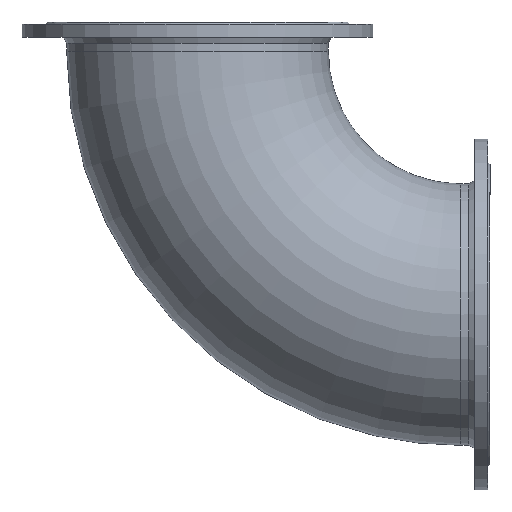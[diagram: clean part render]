
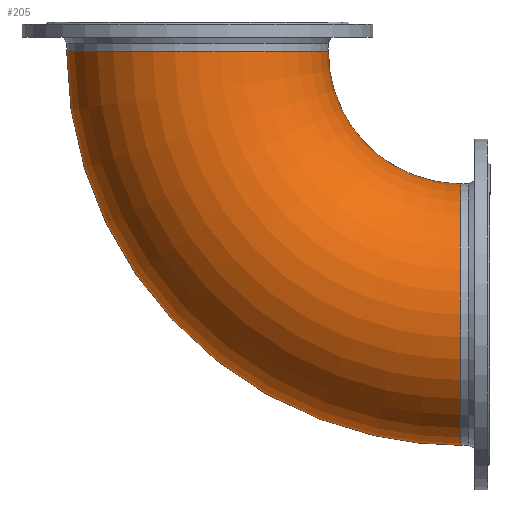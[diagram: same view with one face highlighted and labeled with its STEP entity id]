
A CAD part, front view. The second image highlights one B-rep face of the part: STEP entity #205.
In plain terms, the highlighted toroidal (fillet/blend) face has major radius 630 mm and minor radius 313.2 mm.
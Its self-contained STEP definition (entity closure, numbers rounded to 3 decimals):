
#91 = DIRECTION ( 'NONE',  ( 0., -1., 0. ) ) ;
#92 = CARTESIAN_POINT ( 'NONE',  ( 630., 0., -65. ) ) ;
#95 = DIRECTION ( 'NONE',  ( 0., 0., -1. ) ) ;
#205 = ADVANCED_FACE ( 'NONE', ( #1195, #1199 ), #1198, .T. ) ;
#298 = VERTEX_POINT ( 'NONE', #1528 ) ;
#319 = VERTEX_POINT ( 'NONE', #1549 ) ;
#425 = EDGE_CURVE ( 'NONE', #298, #298, #1369, .T. ) ;
#446 = EDGE_CURVE ( 'NONE', #319, #319, #1390, .T. ) ;
#481 = AXIS2_PLACEMENT_3D ( 'NONE', #92, #91, #95 ) ;
#570 = AXIS2_PLACEMENT_3D ( 'NONE', #1091, #1092, #1093 ) ;
#591 = AXIS2_PLACEMENT_3D ( 'NONE', #1448, #1449, #1450 ) ;
#726 = ORIENTED_EDGE ( 'NONE', *, *, #425, .F. ) ;
#732 = ORIENTED_EDGE ( 'NONE', *, *, #446, .T. ) ;
#852 = EDGE_LOOP ( 'NONE', ( #732 ) ) ;
#853 = EDGE_LOOP ( 'NONE', ( #726 ) ) ;
#1091 = CARTESIAN_POINT ( 'NONE',  ( 0., 0., -65. ) ) ;
#1092 = DIRECTION ( 'NONE',  ( 0., 0., 1. ) ) ;
#1093 = DIRECTION ( 'NONE',  ( 1., 0., 0. ) ) ;
#1195 = FACE_OUTER_BOUND ( 'NONE', #853, .T. ) ;
#1198 = TOROIDAL_SURFACE ( 'NONE', #481, 630., 313.2 ) ;
#1199 = FACE_OUTER_BOUND ( 'NONE', #852, .T. ) ;
#1369 = CIRCLE ( 'NONE', #570, 313.2 ) ;
#1390 = CIRCLE ( 'NONE', #591, 313.2 ) ;
#1448 = CARTESIAN_POINT ( 'NONE',  ( 630., 0., -695. ) ) ;
#1449 = DIRECTION ( 'NONE',  ( -1., 0., 0. ) ) ;
#1450 = DIRECTION ( 'NONE',  ( 0., 0., 1. ) ) ;
#1528 = CARTESIAN_POINT ( 'NONE',  ( 313.2, 0., -65. ) ) ;
#1549 = CARTESIAN_POINT ( 'NONE',  ( 630., 0., -381.8 ) ) ;
